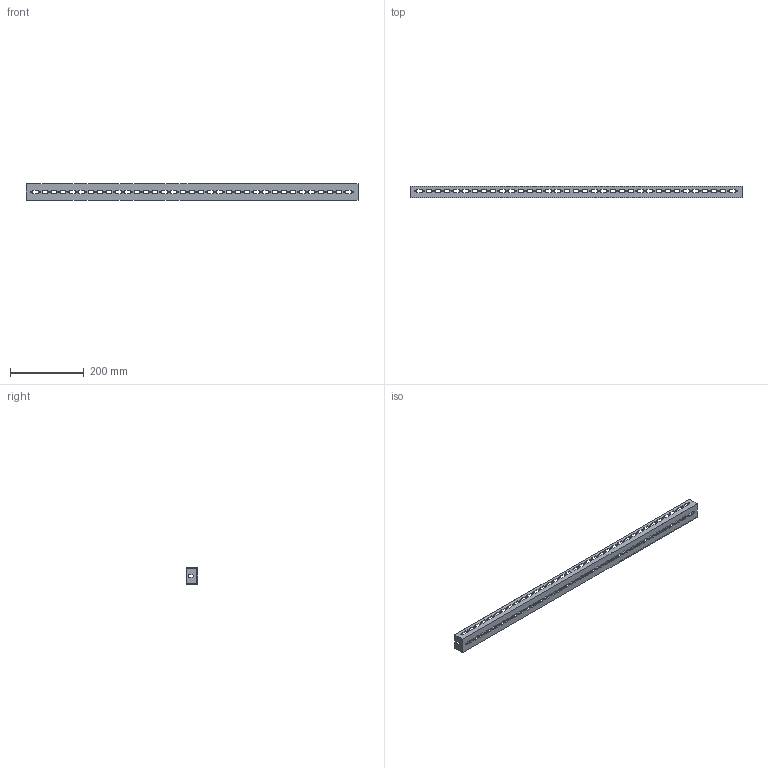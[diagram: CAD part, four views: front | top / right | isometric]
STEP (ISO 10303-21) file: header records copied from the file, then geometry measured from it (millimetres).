
FILE_DESCRIPTION (( 'STEP AP203' ), '1' );
FILE_NAME ('SCKA07.step', '2021-06-30T17:20:46', ( 'ADC123' ), ( 'Microsoft' ), 'SwSTEP 2.0', 'SolidWorks 2021', '' );
FILE_SCHEMA (( 'CONFIG_CONTROL_DESIGN' ));
Length unit declared in the file: inch
Products named in the file (1): SCKA07
Bounding box: 902 x 30 x 45 mm (x, y, z)
Volume: 155088.6 mm3; surface area: 171931.1 mm2
Topology: 1 solids, 1 shells, 545 faces, 1626 edges, 1084 vertices
Faces by surface type: plane 435, cylinder 110
Full cylindrical faces by diameter (mm): 4.25 x106
Entity records: 18541 total; most frequent: CARTESIAN_POINT 3150, ORIENTED_EDGE 3040, DIRECTION 2832, EDGE_CURVE 1520, LINE 1300, VECTOR 1300, VERTEX_POINT 1084, EDGE_LOOP 1078
